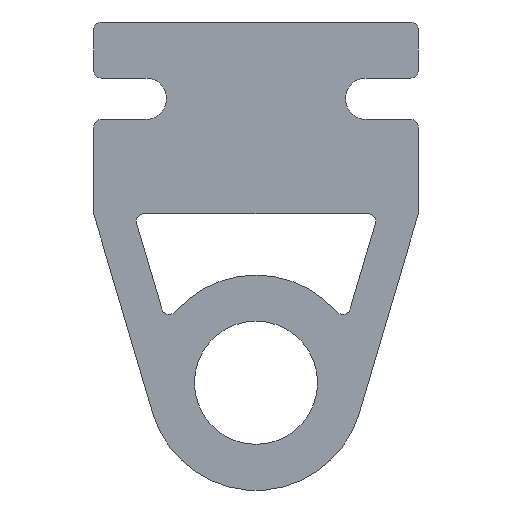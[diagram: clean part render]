
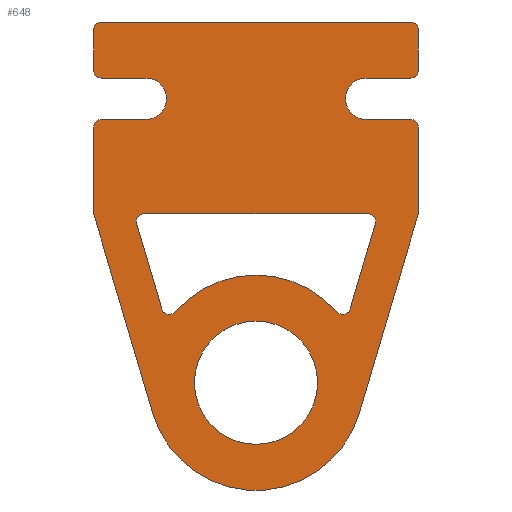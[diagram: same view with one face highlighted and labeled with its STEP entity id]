
A CAD part, front view. The second image highlights one B-rep face of the part: STEP entity #648.
In plain terms, the highlighted planar face has unit normal (0, -1, 0).
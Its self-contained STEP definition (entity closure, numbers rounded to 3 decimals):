
#15=FACE_BOUND('',#83,.T.);
#16=FACE_BOUND('',#84,.T.);
#24=PLANE('',#709);
#47=FACE_OUTER_BOUND('',#82,.T.);
#82=EDGE_LOOP('',(#468,#469,#470,#471,#472,#473,#474,#475,#476,#477,#478,
#479,#480,#481,#482,#483,#484,#485,#486,#487,#488,#489));
#83=EDGE_LOOP('',(#490));
#84=EDGE_LOOP('',(#491,#492,#493,#494,#495,#496,#497,#498));
#114=LINE('',#974,#174);
#122=LINE('',#1001,#182);
#125=LINE('',#1010,#185);
#128=LINE('',#1022,#188);
#131=LINE('',#1028,#191);
#132=LINE('',#1032,#192);
#133=LINE('',#1036,#193);
#134=LINE('',#1040,#194);
#135=LINE('',#1044,#195);
#136=LINE('',#1048,#196);
#137=LINE('',#1052,#197);
#138=LINE('',#1056,#198);
#139=LINE('',#1060,#199);
#140=LINE('',#1064,#200);
#174=VECTOR('',#770,10.);
#182=VECTOR('',#798,10.);
#185=VECTOR('',#809,10.);
#188=VECTOR('',#820,10.);
#191=VECTOR('',#825,10.);
#192=VECTOR('',#828,10.);
#193=VECTOR('',#831,10.);
#194=VECTOR('',#834,10.);
#195=VECTOR('',#837,10.);
#196=VECTOR('',#840,10.);
#197=VECTOR('',#843,10.);
#198=VECTOR('',#846,10.);
#199=VECTOR('',#849,10.);
#200=VECTOR('',#852,10.);
#232=CIRCLE('',#688,1.);
#234=CIRCLE('',#692,1.);
#237=CIRCLE('',#696,14.025);
#238=CIRCLE('',#698,1.);
#240=CIRCLE('',#702,1.);
#243=CIRCLE('',#707,1.);
#244=CIRCLE('',#710,1.);
#245=CIRCLE('',#711,2.7);
#246=CIRCLE('',#712,1.);
#247=CIRCLE('',#713,1.);
#248=CIRCLE('',#714,1.);
#249=CIRCLE('',#715,1.);
#250=CIRCLE('',#716,2.7);
#251=CIRCLE('',#717,1.);
#252=CIRCLE('',#718,1.);
#253=CIRCLE('',#719,14.025);
#254=CIRCLE('',#720,8.025);
#268=VERTEX_POINT('',#964);
#269=VERTEX_POINT('',#965);
#272=VERTEX_POINT('',#973);
#274=VERTEX_POINT('',#979);
#275=VERTEX_POINT('',#980);
#278=VERTEX_POINT('',#991);
#279=VERTEX_POINT('',#992);
#282=VERTEX_POINT('',#1003);
#286=VERTEX_POINT('',#1015);
#287=VERTEX_POINT('',#1017);
#288=VERTEX_POINT('',#1021);
#290=VERTEX_POINT('',#1027);
#291=VERTEX_POINT('',#1029);
#292=VERTEX_POINT('',#1031);
#293=VERTEX_POINT('',#1033);
#294=VERTEX_POINT('',#1035);
#295=VERTEX_POINT('',#1037);
#296=VERTEX_POINT('',#1039);
#297=VERTEX_POINT('',#1041);
#298=VERTEX_POINT('',#1043);
#299=VERTEX_POINT('',#1045);
#300=VERTEX_POINT('',#1047);
#301=VERTEX_POINT('',#1049);
#302=VERTEX_POINT('',#1051);
#303=VERTEX_POINT('',#1053);
#304=VERTEX_POINT('',#1055);
#305=VERTEX_POINT('',#1057);
#306=VERTEX_POINT('',#1059);
#307=VERTEX_POINT('',#1061);
#308=VERTEX_POINT('',#1063);
#309=VERTEX_POINT('',#1066);
#332=EDGE_CURVE('',#268,#269,#232,.T.);
#336=EDGE_CURVE('',#269,#272,#114,.T.);
#339=EDGE_CURVE('',#274,#275,#234,.T.);
#344=EDGE_CURVE('',#275,#268,#237,.T.);
#345=EDGE_CURVE('',#278,#279,#238,.T.);
#350=EDGE_CURVE('',#279,#274,#122,.T.);
#351=EDGE_CURVE('',#272,#282,#240,.T.);
#355=EDGE_CURVE('',#282,#278,#125,.T.);
#358=EDGE_CURVE('',#286,#287,#243,.T.);
#360=EDGE_CURVE('',#287,#288,#128,.T.);
#363=EDGE_CURVE('',#286,#290,#131,.T.);
#364=EDGE_CURVE('',#291,#290,#244,.T.);
#365=EDGE_CURVE('',#292,#291,#132,.T.);
#366=EDGE_CURVE('',#292,#293,#245,.T.);
#367=EDGE_CURVE('',#293,#294,#133,.T.);
#368=EDGE_CURVE('',#295,#294,#246,.T.);
#369=EDGE_CURVE('',#295,#296,#134,.T.);
#370=EDGE_CURVE('',#297,#296,#247,.T.);
#371=EDGE_CURVE('',#297,#298,#135,.T.);
#372=EDGE_CURVE('',#299,#298,#248,.T.);
#373=EDGE_CURVE('',#299,#300,#136,.T.);
#374=EDGE_CURVE('',#301,#300,#249,.T.);
#375=EDGE_CURVE('',#302,#301,#137,.T.);
#376=EDGE_CURVE('',#302,#303,#250,.T.);
#377=EDGE_CURVE('',#303,#304,#138,.T.);
#378=EDGE_CURVE('',#305,#304,#251,.T.);
#379=EDGE_CURVE('',#305,#306,#139,.T.);
#380=EDGE_CURVE('',#307,#306,#252,.T.);
#381=EDGE_CURVE('',#307,#308,#140,.T.);
#382=EDGE_CURVE('',#288,#308,#253,.T.);
#383=EDGE_CURVE('',#309,#309,#254,.T.);
#468=ORIENTED_EDGE('',*,*,#358,.F.);
#469=ORIENTED_EDGE('',*,*,#363,.T.);
#470=ORIENTED_EDGE('',*,*,#364,.F.);
#471=ORIENTED_EDGE('',*,*,#365,.F.);
#472=ORIENTED_EDGE('',*,*,#366,.T.);
#473=ORIENTED_EDGE('',*,*,#367,.T.);
#474=ORIENTED_EDGE('',*,*,#368,.F.);
#475=ORIENTED_EDGE('',*,*,#369,.T.);
#476=ORIENTED_EDGE('',*,*,#370,.F.);
#477=ORIENTED_EDGE('',*,*,#371,.T.);
#478=ORIENTED_EDGE('',*,*,#372,.F.);
#479=ORIENTED_EDGE('',*,*,#373,.T.);
#480=ORIENTED_EDGE('',*,*,#374,.F.);
#481=ORIENTED_EDGE('',*,*,#375,.F.);
#482=ORIENTED_EDGE('',*,*,#376,.T.);
#483=ORIENTED_EDGE('',*,*,#377,.T.);
#484=ORIENTED_EDGE('',*,*,#378,.F.);
#485=ORIENTED_EDGE('',*,*,#379,.T.);
#486=ORIENTED_EDGE('',*,*,#380,.F.);
#487=ORIENTED_EDGE('',*,*,#381,.T.);
#488=ORIENTED_EDGE('',*,*,#382,.F.);
#489=ORIENTED_EDGE('',*,*,#360,.F.);
#490=ORIENTED_EDGE('',*,*,#383,.F.);
#491=ORIENTED_EDGE('',*,*,#345,.F.);
#492=ORIENTED_EDGE('',*,*,#355,.F.);
#493=ORIENTED_EDGE('',*,*,#351,.F.);
#494=ORIENTED_EDGE('',*,*,#336,.F.);
#495=ORIENTED_EDGE('',*,*,#332,.F.);
#496=ORIENTED_EDGE('',*,*,#344,.F.);
#497=ORIENTED_EDGE('',*,*,#339,.F.);
#498=ORIENTED_EDGE('',*,*,#350,.F.);
#648=ADVANCED_FACE('',(#47,#15,#16),#24,.F.);
#688=AXIS2_PLACEMENT_3D('',#966,#762,#763);
#692=AXIS2_PLACEMENT_3D('',#981,#775,#776);
#696=AXIS2_PLACEMENT_3D('',#989,#785,#786);
#698=AXIS2_PLACEMENT_3D('',#993,#789,#790);
#702=AXIS2_PLACEMENT_3D('',#1004,#801,#802);
#707=AXIS2_PLACEMENT_3D('',#1018,#815,#816);
#709=AXIS2_PLACEMENT_3D('',#1026,#823,#824);
#710=AXIS2_PLACEMENT_3D('',#1030,#826,#827);
#711=AXIS2_PLACEMENT_3D('',#1034,#829,#830);
#712=AXIS2_PLACEMENT_3D('',#1038,#832,#833);
#713=AXIS2_PLACEMENT_3D('',#1042,#835,#836);
#714=AXIS2_PLACEMENT_3D('',#1046,#838,#839);
#715=AXIS2_PLACEMENT_3D('',#1050,#841,#842);
#716=AXIS2_PLACEMENT_3D('',#1054,#844,#845);
#717=AXIS2_PLACEMENT_3D('',#1058,#847,#848);
#718=AXIS2_PLACEMENT_3D('',#1062,#850,#851);
#719=AXIS2_PLACEMENT_3D('',#1065,#853,#854);
#720=AXIS2_PLACEMENT_3D('',#1067,#855,#856);
#762=DIRECTION('center_axis',(0.,-1.,0.));
#763=DIRECTION('ref_axis',(0.214,0.,-0.977));
#770=DIRECTION('',(0.284,0.,0.959));
#775=DIRECTION('center_axis',(0.,-1.,0.));
#776=DIRECTION('ref_axis',(-0.214,0.,-0.977));
#785=DIRECTION('center_axis',(0.,1.,0.));
#786=DIRECTION('ref_axis',(1.,0.,0.));
#789=DIRECTION('center_axis',(0.,-1.,0.));
#790=DIRECTION('ref_axis',(-0.801,0.,0.598));
#798=DIRECTION('',(0.284,0.,-0.959));
#801=DIRECTION('center_axis',(0.,-1.,0.));
#802=DIRECTION('ref_axis',(0.801,0.,0.598));
#809=DIRECTION('',(-1.,0.,0.));
#815=DIRECTION('center_axis',(0.,1.,0.));
#816=DIRECTION('ref_axis',(0.99,0.,-0.144));
#820=DIRECTION('',(-0.284,0.,-0.959));
#823=DIRECTION('center_axis',(0.,1.,0.));
#824=DIRECTION('ref_axis',(1.,0.,0.));
#825=DIRECTION('',(0.,0.,1.));
#826=DIRECTION('center_axis',(0.,1.,0.));
#827=DIRECTION('ref_axis',(0.707,0.,0.707));
#828=DIRECTION('',(1.,0.,0.));
#829=DIRECTION('center_axis',(0.,1.,0.));
#830=DIRECTION('ref_axis',(1.,0.,0.));
#831=DIRECTION('',(1.,0.,0.));
#832=DIRECTION('center_axis',(0.,1.,0.));
#833=DIRECTION('ref_axis',(0.707,0.,-0.707));
#834=DIRECTION('',(0.,0.,1.));
#835=DIRECTION('center_axis',(0.,1.,0.));
#836=DIRECTION('ref_axis',(0.707,0.,0.707));
#837=DIRECTION('',(-1.,0.,0.));
#838=DIRECTION('center_axis',(0.,1.,0.));
#839=DIRECTION('ref_axis',(-0.707,0.,0.707));
#840=DIRECTION('',(0.,0.,-1.));
#841=DIRECTION('center_axis',(0.,1.,0.));
#842=DIRECTION('ref_axis',(-0.707,0.,-0.707));
#843=DIRECTION('',(-1.,0.,0.));
#844=DIRECTION('center_axis',(0.,1.,0.));
#845=DIRECTION('ref_axis',(1.,0.,0.));
#846=DIRECTION('',(-1.,0.,0.));
#847=DIRECTION('center_axis',(0.,1.,0.));
#848=DIRECTION('ref_axis',(-0.707,0.,0.707));
#849=DIRECTION('',(0.,0.,-1.));
#850=DIRECTION('center_axis',(0.,1.,0.));
#851=DIRECTION('ref_axis',(-0.99,0.,-0.144));
#852=DIRECTION('',(0.284,0.,-0.959));
#853=DIRECTION('center_axis',(0.,1.,0.));
#854=DIRECTION('ref_axis',(1.,0.,0.));
#855=DIRECTION('center_axis',(0.,-1.,0.));
#856=DIRECTION('ref_axis',(1.,0.,0.));
#964=CARTESIAN_POINT('',(10.552,0.,9.239));
#965=CARTESIAN_POINT('',(12.263,0.,9.613));
#966=CARTESIAN_POINT('Origin',(11.304,0.,9.898));
#973=CARTESIAN_POINT('',(15.554,0.,20.716));
#974=CARTESIAN_POINT('',(8.653,0.,-2.565));
#979=CARTESIAN_POINT('',(-12.263,0.,9.613));
#980=CARTESIAN_POINT('',(-10.552,0.,9.239));
#981=CARTESIAN_POINT('Origin',(-11.304,0.,9.898));
#989=CARTESIAN_POINT('Origin',(0.,0.,0.));
#991=CARTESIAN_POINT('',(-14.595,0.,22.));
#992=CARTESIAN_POINT('',(-15.554,0.,20.716));
#993=CARTESIAN_POINT('Origin',(-14.595,0.,21.));
#1001=CARTESIAN_POINT('',(-8.653,0.,-2.565));
#1003=CARTESIAN_POINT('',(14.595,0.,22.));
#1004=CARTESIAN_POINT('Origin',(14.595,0.,21.));
#1010=CARTESIAN_POINT('',(-21.15,0.,22.));
#1015=CARTESIAN_POINT('',(21.15,0.,22.145));
#1017=CARTESIAN_POINT('',(21.109,0.,21.861));
#1018=CARTESIAN_POINT('Origin',(20.15,0.,22.145));
#1021=CARTESIAN_POINT('',(13.447,0.,-3.986));
#1022=CARTESIAN_POINT('',(21.15,0.,22.));
#1026=CARTESIAN_POINT('Origin',(0.,0.,16.488));
#1027=CARTESIAN_POINT('',(21.15,0.,33.3));
#1028=CARTESIAN_POINT('',(21.15,0.,22.));
#1029=CARTESIAN_POINT('',(20.15,0.,34.3));
#1030=CARTESIAN_POINT('Origin',(20.15,0.,33.3));
#1031=CARTESIAN_POINT('',(14.35,0.,34.3));
#1032=CARTESIAN_POINT('',(14.35,0.,34.3));
#1033=CARTESIAN_POINT('',(14.35,0.,39.7));
#1034=CARTESIAN_POINT('Origin',(14.35,0.,37.));
#1035=CARTESIAN_POINT('',(20.15,0.,39.7));
#1036=CARTESIAN_POINT('',(14.35,0.,39.7));
#1037=CARTESIAN_POINT('',(21.15,0.,40.7));
#1038=CARTESIAN_POINT('Origin',(20.15,0.,40.7));
#1039=CARTESIAN_POINT('',(21.15,0.,46.));
#1040=CARTESIAN_POINT('',(21.15,0.,22.));
#1041=CARTESIAN_POINT('',(20.15,0.,47.));
#1042=CARTESIAN_POINT('Origin',(20.15,0.,46.));
#1043=CARTESIAN_POINT('',(-20.15,0.,47.));
#1044=CARTESIAN_POINT('',(21.15,0.,47.));
#1045=CARTESIAN_POINT('',(-21.15,0.,46.));
#1046=CARTESIAN_POINT('Origin',(-20.15,0.,46.));
#1047=CARTESIAN_POINT('',(-21.15,0.,40.7));
#1048=CARTESIAN_POINT('',(-21.15,0.,47.));
#1049=CARTESIAN_POINT('',(-20.15,0.,39.7));
#1050=CARTESIAN_POINT('Origin',(-20.15,0.,40.7));
#1051=CARTESIAN_POINT('',(-14.35,0.,39.7));
#1052=CARTESIAN_POINT('',(-14.35,0.,39.7));
#1053=CARTESIAN_POINT('',(-14.35,0.,34.3));
#1054=CARTESIAN_POINT('Origin',(-14.35,0.,37.));
#1055=CARTESIAN_POINT('',(-20.15,0.,34.3));
#1056=CARTESIAN_POINT('',(-14.35,0.,34.3));
#1057=CARTESIAN_POINT('',(-21.15,0.,33.3));
#1058=CARTESIAN_POINT('Origin',(-20.15,0.,33.3));
#1059=CARTESIAN_POINT('',(-21.15,0.,22.145));
#1060=CARTESIAN_POINT('',(-21.15,0.,47.));
#1061=CARTESIAN_POINT('',(-21.109,0.,21.861));
#1062=CARTESIAN_POINT('Origin',(-20.15,0.,22.145));
#1063=CARTESIAN_POINT('',(-13.447,0.,-3.986));
#1064=CARTESIAN_POINT('',(-21.15,0.,22.));
#1065=CARTESIAN_POINT('Origin',(0.,0.,0.));
#1066=CARTESIAN_POINT('',(-8.025,0.,0.));
#1067=CARTESIAN_POINT('Origin',(0.,0.,0.));
